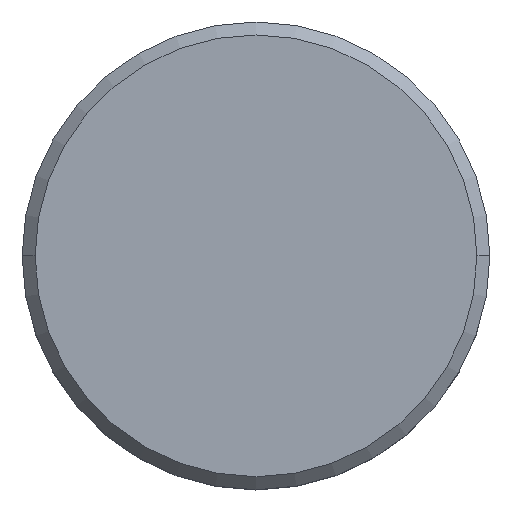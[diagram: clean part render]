
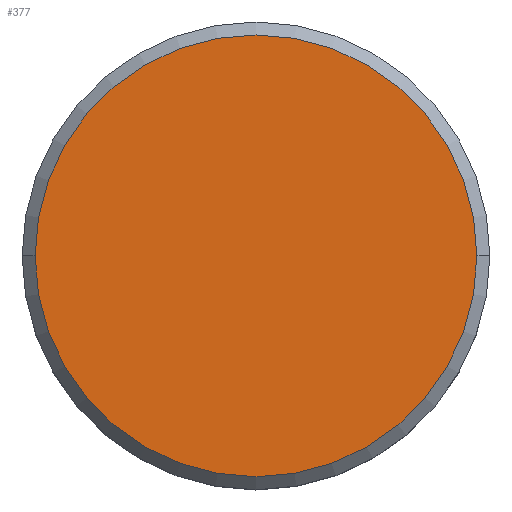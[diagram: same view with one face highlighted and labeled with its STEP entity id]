
A CAD part, top view. The second image highlights one B-rep face of the part: STEP entity #377.
In plain terms, the highlighted planar face has unit normal (0, 0, 1).
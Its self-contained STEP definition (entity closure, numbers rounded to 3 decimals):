
#44 = CARTESIAN_POINT ( 'NONE',  ( 0., 0., 0. ) ) ;
#136 = FACE_OUTER_BOUND ( 'NONE', #880, .T. ) ;
#143 = AXIS2_PLACEMENT_3D ( 'NONE', #44, #1105, #1020 ) ;
#184 = DIRECTION ( 'NONE',  ( 0., 0., 1. ) ) ;
#196 = AXIS2_PLACEMENT_3D ( 'NONE', #892, #184, #260 ) ;
#223 = AXIS2_PLACEMENT_3D ( 'NONE', #641, #713, #1073 ) ;
#260 = DIRECTION ( 'NONE',  ( 1., 0., 0. ) ) ;
#374 = VERTEX_POINT ( 'NONE', #565 ) ;
#377 = ADVANCED_FACE ( 'NONE', ( #136 ), #553, .T. ) ;
#414 = VERTEX_POINT ( 'NONE', #763 ) ;
#476 = EDGE_CURVE ( 'NONE', #414, #374, #768, .T. ) ;
#483 = CIRCLE ( 'NONE', #196, 8.5 ) ;
#553 = PLANE ( 'NONE',  #143 ) ;
#565 = CARTESIAN_POINT ( 'NONE',  ( -8.5, 0., 0. ) ) ;
#641 = CARTESIAN_POINT ( 'NONE',  ( 0., 0., 0. ) ) ;
#713 = DIRECTION ( 'NONE',  ( 0., 0., 1. ) ) ;
#751 = ORIENTED_EDGE ( 'NONE', *, *, #1054, .T. ) ;
#763 = CARTESIAN_POINT ( 'NONE',  ( 8.5, 0., 0. ) ) ;
#768 = CIRCLE ( 'NONE', #223, 8.5 ) ;
#880 = EDGE_LOOP ( 'NONE', ( #751, #921 ) ) ;
#892 = CARTESIAN_POINT ( 'NONE',  ( 0., 0., 0. ) ) ;
#921 = ORIENTED_EDGE ( 'NONE', *, *, #476, .T. ) ;
#1020 = DIRECTION ( 'NONE',  ( 1., 0., 0. ) ) ;
#1054 = EDGE_CURVE ( 'NONE', #374, #414, #483, .T. ) ;
#1073 = DIRECTION ( 'NONE',  ( 1., 0., 0. ) ) ;
#1105 = DIRECTION ( 'NONE',  ( 0., 0., 1. ) ) ;
